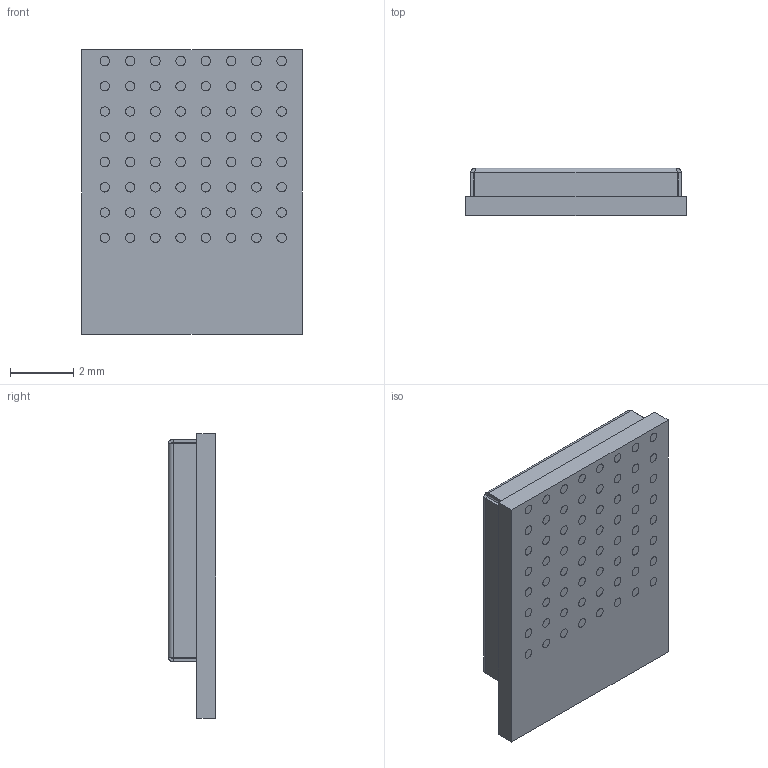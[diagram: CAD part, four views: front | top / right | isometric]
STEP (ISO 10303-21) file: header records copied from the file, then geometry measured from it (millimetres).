
FILE_DESCRIPTION (( 'STEP AP214' ), '1' );
FILE_NAME ('BC840.STEP', '2019-05-01T18:11:52', ( '' ), ( '' ), 'SwSTEP 2.0', 'SolidWorks 2017', '' );
FILE_SCHEMA (( 'AUTOMOTIVE_DESIGN' ));
Length unit declared in the file: millimetre
Products named in the file (1): BC840
Bounding box: 7 x 1.5 x 9 mm (x, y, z)
Volume: 44.5 mm3; surface area: 303.8 mm2
Topology: 66 solids, 66 shells, 492 faces, 856 edges, 560 vertices
Faces by surface type: cylinder 264, plane 220, bspline 8
Entity records: 12767 total; most frequent: DIRECTION 2322, CARTESIAN_POINT 2157, ORIENTED_EDGE 1712, AXIS2_PLACEMENT_3D 997, EDGE_CURVE 856, VERTEX_POINT 560, EDGE_LOOP 556, CIRCLE 512
